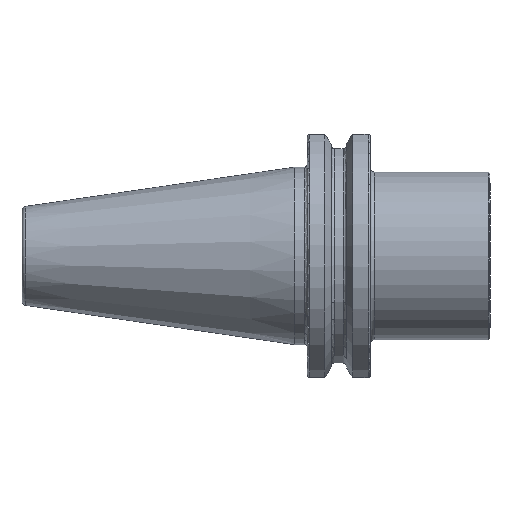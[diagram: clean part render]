
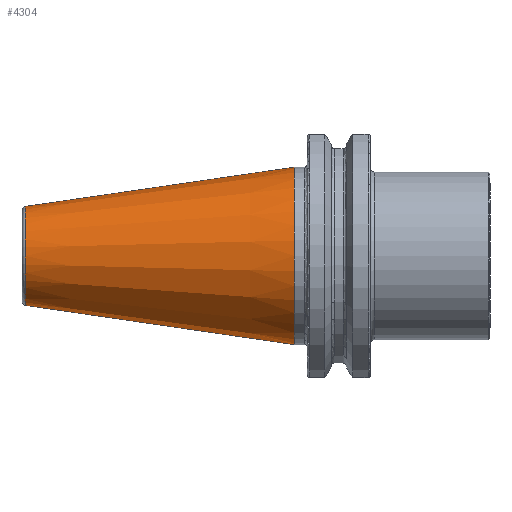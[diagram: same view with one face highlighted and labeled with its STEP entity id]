
A CAD part, front view. The second image highlights one B-rep face of the part: STEP entity #4304.
In plain terms, the highlighted conical face has half-angle 8.297 degrees and reference radius 22.225 mm.
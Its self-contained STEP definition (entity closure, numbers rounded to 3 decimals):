
#200 = DIRECTION ( 'NONE',  ( 0.99, 0., 0.144 ) ) ;
#373 = EDGE_CURVE ( 'NONE', #506, #5536, #5116, .T. ) ;
#477 = VERTEX_POINT ( 'NONE', #3346 ) ;
#506 = VERTEX_POINT ( 'NONE', #5254 ) ;
#552 = VERTEX_POINT ( 'NONE', #6210 ) ;
#656 = EDGE_CURVE ( 'NONE', #506, #477, #3899, .T. ) ;
#706 = EDGE_CURVE ( 'NONE', #477, #552, #2484, .T. ) ;
#771 = EDGE_CURVE ( 'NONE', #5536, #552, #1881, .T. ) ;
#986 = CARTESIAN_POINT ( 'NONE',  ( 0., 0., -22.225 ) ) ;
#1180 = ORIENTED_EDGE ( 'NONE', *, *, #771, .T. ) ;
#1212 = VECTOR ( 'NONE', #200, 1000. ) ;
#1308 = AXIS2_PLACEMENT_3D ( 'NONE', #1570, #1613, #1642 ) ;
#1570 = CARTESIAN_POINT ( 'NONE',  ( 0., 0., 0. ) ) ;
#1613 = DIRECTION ( 'NONE',  ( -1., 0., 0. ) ) ;
#1642 = DIRECTION ( 'NONE',  ( 0., 0., 1. ) ) ;
#1881 = CIRCLE ( 'NONE', #1308, 22.225 ) ;
#2484 = LINE ( 'NONE', #5094, #1212 ) ;
#2557 = CONICAL_SURFACE ( 'NONE', #5868, 22.225, 0.145 ) ;
#2710 = FACE_OUTER_BOUND ( 'NONE', #3940, .T. ) ;
#3346 = CARTESIAN_POINT ( 'NONE',  ( -67.394, 0., 12.397 ) ) ;
#3563 = ORIENTED_EDGE ( 'NONE', *, *, #656, .F. ) ;
#3583 = DIRECTION ( 'NONE',  ( 0., 0., -1. ) ) ;
#3660 = AXIS2_PLACEMENT_3D ( 'NONE', #4635, #4809, #5135 ) ;
#3899 = CIRCLE ( 'NONE', #3660, 12.397 ) ;
#3940 = EDGE_LOOP ( 'NONE', ( #5160, #3563, #5306, #1180 ) ) ;
#4304 = ADVANCED_FACE ( 'NONE', ( #2710 ), #2557, .T. ) ;
#4525 = DIRECTION ( 'NONE',  ( 1., 0., 0. ) ) ;
#4635 = CARTESIAN_POINT ( 'NONE',  ( -67.394, 0., 0. ) ) ;
#4809 = DIRECTION ( 'NONE',  ( -1., 0., 0. ) ) ;
#5030 = CARTESIAN_POINT ( 'NONE',  ( 0., 0., 0. ) ) ;
#5094 = CARTESIAN_POINT ( 'NONE',  ( 0., 0., 22.225 ) ) ;
#5116 = LINE ( 'NONE', #5986, #6229 ) ;
#5135 = DIRECTION ( 'NONE',  ( 0., 0., 1. ) ) ;
#5160 = ORIENTED_EDGE ( 'NONE', *, *, #706, .F. ) ;
#5254 = CARTESIAN_POINT ( 'NONE',  ( -67.394, 0., -12.397 ) ) ;
#5306 = ORIENTED_EDGE ( 'NONE', *, *, #373, .T. ) ;
#5536 = VERTEX_POINT ( 'NONE', #986 ) ;
#5868 = AXIS2_PLACEMENT_3D ( 'NONE', #5030, #4525, #3583 ) ;
#5887 = DIRECTION ( 'NONE',  ( 0.99, 0., -0.144 ) ) ;
#5986 = CARTESIAN_POINT ( 'NONE',  ( 0., 0., -22.225 ) ) ;
#6210 = CARTESIAN_POINT ( 'NONE',  ( 0., 0., 22.225 ) ) ;
#6229 = VECTOR ( 'NONE', #5887, 1000. ) ;
